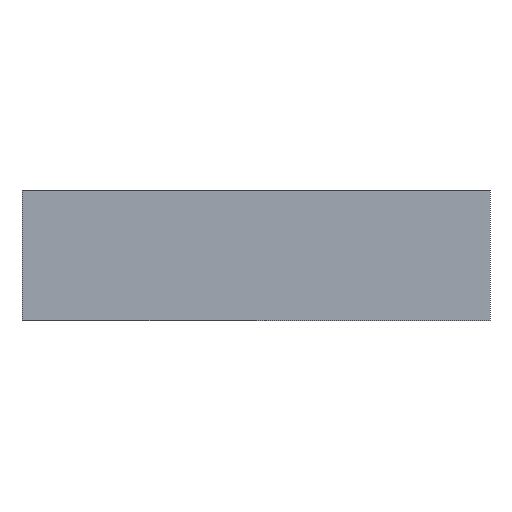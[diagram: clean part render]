
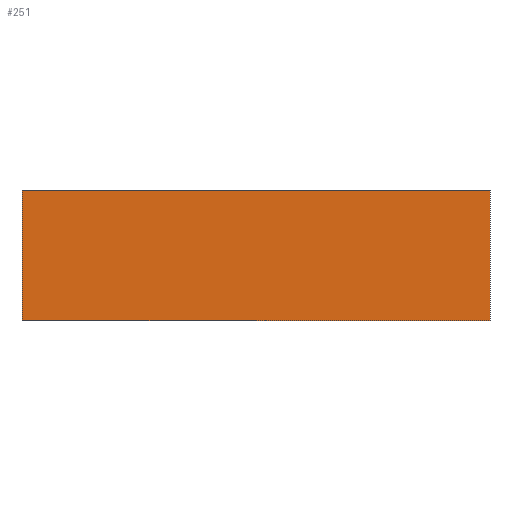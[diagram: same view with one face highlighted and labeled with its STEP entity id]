
A CAD part, left-side view. The second image highlights one B-rep face of the part: STEP entity #251.
In plain terms, the highlighted planar face has unit normal (-1, 0, 0).
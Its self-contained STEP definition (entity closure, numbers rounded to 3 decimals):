
#3 = EDGE_CURVE ( 'NONE', #20, #42, #271, .T. ) ;
#20 = VERTEX_POINT ( 'NONE', #49 ) ;
#26 = EDGE_CURVE ( 'NONE', #20, #204, #266, .T. ) ;
#33 = ORIENTED_EDGE ( 'NONE', *, *, #26, .F. ) ;
#42 = VERTEX_POINT ( 'NONE', #342 ) ;
#49 = CARTESIAN_POINT ( 'NONE',  ( -22.5, 4.5, 2.5 ) ) ;
#70 = VERTEX_POINT ( 'NONE', #77 ) ;
#73 = FACE_OUTER_BOUND ( 'NONE', #285, .T. ) ;
#77 = CARTESIAN_POINT ( 'NONE',  ( -22.5, -4.5, 0. ) ) ;
#79 = LINE ( 'NONE', #214, #131 ) ;
#80 = DIRECTION ( 'NONE',  ( 0., -1., 0. ) ) ;
#82 = DIRECTION ( 'NONE',  ( 0., -1., 0. ) ) ;
#85 = CARTESIAN_POINT ( 'NONE',  ( -22.5, -4.5, 2.5 ) ) ;
#89 = EDGE_CURVE ( 'NONE', #42, #70, #79, .T. ) ;
#92 = DIRECTION ( 'NONE',  ( 0., 0., -1. ) ) ;
#93 = ORIENTED_EDGE ( 'NONE', *, *, #89, .T. ) ;
#108 = CARTESIAN_POINT ( 'NONE',  ( -22.5, 4.5, 2.5 ) ) ;
#118 = CARTESIAN_POINT ( 'NONE',  ( -22.5, -4.5, 2.5 ) ) ;
#124 = DIRECTION ( 'NONE',  ( 0., 0., -1. ) ) ;
#131 = VECTOR ( 'NONE', #82, 1000. ) ;
#156 = VECTOR ( 'NONE', #217, 1000. ) ;
#173 = VECTOR ( 'NONE', #92, 1000. ) ;
#176 = CARTESIAN_POINT ( 'NONE',  ( -22.5, 4.5, 2.5 ) ) ;
#187 = ORIENTED_EDGE ( 'NONE', *, *, #257, .F. ) ;
#189 = CARTESIAN_POINT ( 'NONE',  ( -22.5, 4.5, 2.5 ) ) ;
#204 = VERTEX_POINT ( 'NONE', #85 ) ;
#214 = CARTESIAN_POINT ( 'NONE',  ( -22.5, 4.5, 0. ) ) ;
#217 = DIRECTION ( 'NONE',  ( 0., 0., -1. ) ) ;
#234 = LINE ( 'NONE', #118, #173 ) ;
#251 = ADVANCED_FACE ( 'NONE', ( #73 ), #288, .F. ) ;
#257 = EDGE_CURVE ( 'NONE', #204, #70, #234, .T. ) ;
#266 = LINE ( 'NONE', #189, #272 ) ;
#271 = LINE ( 'NONE', #108, #156 ) ;
#272 = VECTOR ( 'NONE', #80, 1000. ) ;
#284 = DIRECTION ( 'NONE',  ( 1., 0., 0. ) ) ;
#285 = EDGE_LOOP ( 'NONE', ( #93, #187, #33, #340 ) ) ;
#288 = PLANE ( 'NONE',  #300 ) ;
#300 = AXIS2_PLACEMENT_3D ( 'NONE', #176, #284, #124 ) ;
#340 = ORIENTED_EDGE ( 'NONE', *, *, #3, .T. ) ;
#342 = CARTESIAN_POINT ( 'NONE',  ( -22.5, 4.5, 0. ) ) ;
